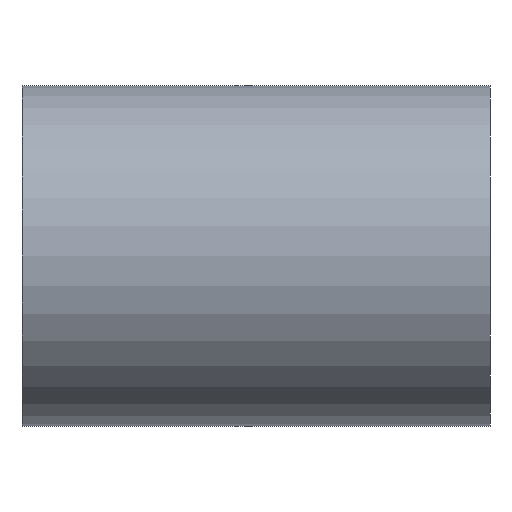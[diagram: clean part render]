
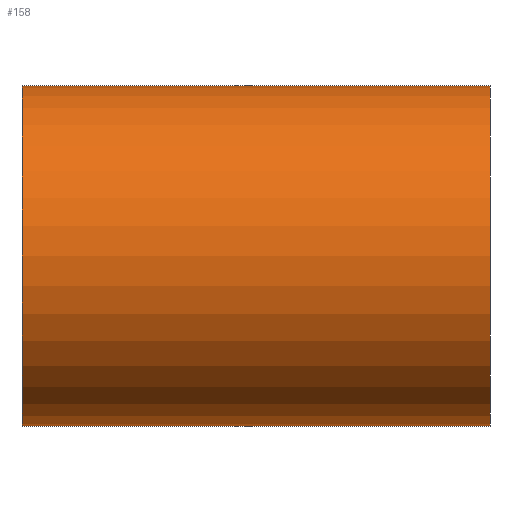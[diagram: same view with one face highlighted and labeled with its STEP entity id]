
A CAD part, left-side view. The second image highlights one B-rep face of the part: STEP entity #158.
In plain terms, the highlighted cylindrical face has radius 132 mm (diameter 264 mm), a partial arc.
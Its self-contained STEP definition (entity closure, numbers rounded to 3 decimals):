
#16 = EDGE_CURVE ( 'NONE', #500, #546, #351, .T. ) ;
#36 = CARTESIAN_POINT ( 'NONE',  ( 0., -7., 132. ) ) ;
#100 = VERTEX_POINT ( 'NONE', #36 ) ;
#137 = DIRECTION ( 'NONE',  ( 0., 0., 1. ) ) ;
#158 = ADVANCED_FACE ( 'NONE', ( #627 ), #227, .T. ) ;
#165 = ORIENTED_EDGE ( 'NONE', *, *, #955, .F. ) ;
#182 = CARTESIAN_POINT ( 'NONE',  ( 0., 355.6, 132. ) ) ;
#227 = CYLINDRICAL_SURFACE ( 'NONE', #399, 132. ) ;
#235 = DIRECTION ( 'NONE',  ( 0., 0., -1. ) ) ;
#239 = DIRECTION ( 'NONE',  ( 0., -1., 0. ) ) ;
#257 = ORIENTED_EDGE ( 'NONE', *, *, #686, .F. ) ;
#265 = DIRECTION ( 'NONE',  ( 0., -1., 0. ) ) ;
#272 = CIRCLE ( 'NONE', #551, 132. ) ;
#290 = DIRECTION ( 'NONE',  ( 0., -1., 0. ) ) ;
#319 = AXIS2_PLACEMENT_3D ( 'NONE', #938, #239, #476 ) ;
#344 = CARTESIAN_POINT ( 'NONE',  ( 0., 355.6, 132. ) ) ;
#351 = LINE ( 'NONE', #665, #484 ) ;
#399 = AXIS2_PLACEMENT_3D ( 'NONE', #701, #695, #235 ) ;
#409 = ORIENTED_EDGE ( 'NONE', *, *, #16, .T. ) ;
#423 = CARTESIAN_POINT ( 'NONE',  ( 0., 355.6, -132. ) ) ;
#476 = DIRECTION ( 'NONE',  ( 0., 0., -1. ) ) ;
#484 = VECTOR ( 'NONE', #290, 1000. ) ;
#500 = VERTEX_POINT ( 'NONE', #423 ) ;
#540 = CARTESIAN_POINT ( 'NONE',  ( 0., 355.6, 0. ) ) ;
#546 = VERTEX_POINT ( 'NONE', #580 ) ;
#551 = AXIS2_PLACEMENT_3D ( 'NONE', #540, #835, #137 ) ;
#580 = CARTESIAN_POINT ( 'NONE',  ( 0., -7., -132. ) ) ;
#598 = EDGE_CURVE ( 'NONE', #500, #840, #272, .T. ) ;
#627 = FACE_OUTER_BOUND ( 'NONE', #710, .T. ) ;
#633 = CIRCLE ( 'NONE', #319, 132. ) ;
#658 = LINE ( 'NONE', #344, #923 ) ;
#665 = CARTESIAN_POINT ( 'NONE',  ( 0., 355.6, -132. ) ) ;
#686 = EDGE_CURVE ( 'NONE', #100, #546, #633, .T. ) ;
#695 = DIRECTION ( 'NONE',  ( 0., -1., 0. ) ) ;
#701 = CARTESIAN_POINT ( 'NONE',  ( 0., 355.6, 0. ) ) ;
#710 = EDGE_LOOP ( 'NONE', ( #165, #901, #409, #257 ) ) ;
#835 = DIRECTION ( 'NONE',  ( 0., 1., 0. ) ) ;
#840 = VERTEX_POINT ( 'NONE', #182 ) ;
#901 = ORIENTED_EDGE ( 'NONE', *, *, #598, .F. ) ;
#923 = VECTOR ( 'NONE', #265, 1000. ) ;
#938 = CARTESIAN_POINT ( 'NONE',  ( 0., -7., 0. ) ) ;
#955 = EDGE_CURVE ( 'NONE', #840, #100, #658, .T. ) ;
